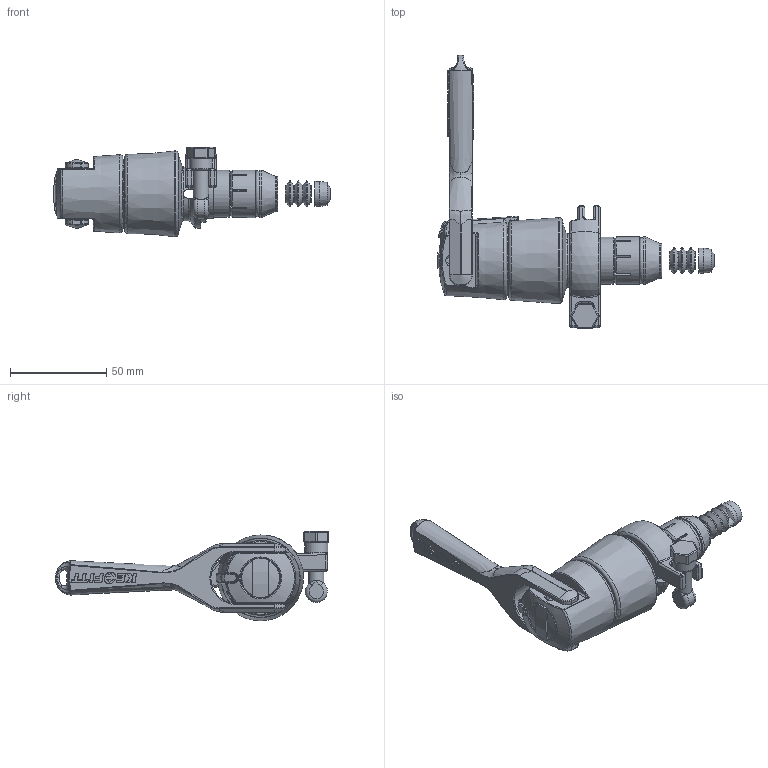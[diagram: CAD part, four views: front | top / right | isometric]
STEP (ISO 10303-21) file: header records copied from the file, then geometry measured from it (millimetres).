
FILE_DESCRIPTION(/* description */ (''),/* implementation_level */ '2;1');
FILE_NAME(/* name */ '895543.stp',/* time_stamp */ '2022-10-27T08:14:42+02:00',/* author */ ('mbs'),/* organization */ (''),/* preprocessor_version */ 'ST-DEVELOPER v18.1',/* originating_system */ 'Autodesk Inventor 2022',/* authorisation */ '');
FILE_SCHEMA (('AUTOMOTIVE_DESIGN { 1 0 10303 214 3 1 1 }'));
Length unit declared in the file: millimetre
Products named in the file (1): 895543
Bounding box: 144.07 x 142.44 x 46.63 mm (x, y, z)
Volume: 132306 mm3; surface area: 35474 mm2
Topology: 2 solids, 2 shells, 1013 faces, 2570 edges, 1552 vertices
Faces by surface type: cylinder 310, plane 304, bspline 205, torus 100, cone 51, sphere 43
Full cylindrical faces by diameter (mm): 4.7 x2, 7.9 x1, 8 x1, 12 x1, 13 x1, 14 x1, 14.4 x1, 16 x1, 17.9 x2, 18 x1, 18.2 x1, 19.9 x1, 24.5 x1, 24.8 x2, 25.2 x1, 44.67 x1
Entity records: 41362 total; most frequent: CARTESIAN_POINT 17325, ORIENTED_EDGE 5082, DIRECTION 4426, EDGE_CURVE 2541, AXIS2_PLACEMENT_3D 1689, VERTEX_POINT 1550, LINE 1048, VECTOR 1048
